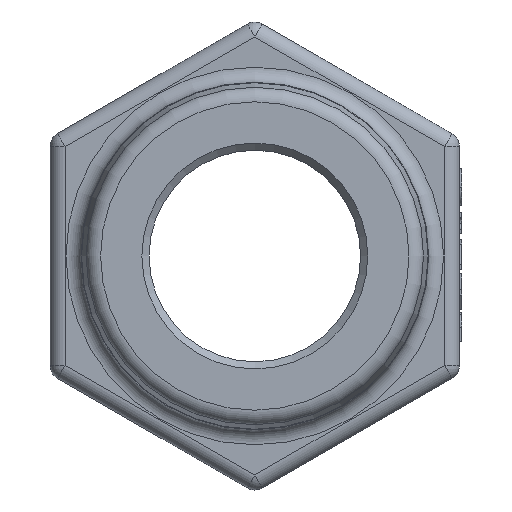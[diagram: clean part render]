
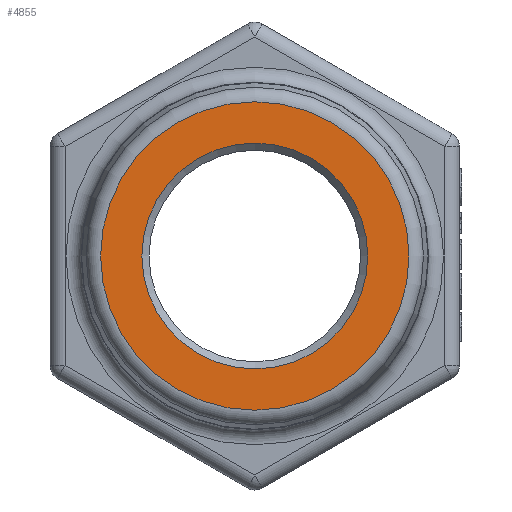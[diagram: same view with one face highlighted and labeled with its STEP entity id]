
A CAD part, left-side view. The second image highlights one B-rep face of the part: STEP entity #4855.
In plain terms, the highlighted planar face has unit normal (-1, 0, 0).
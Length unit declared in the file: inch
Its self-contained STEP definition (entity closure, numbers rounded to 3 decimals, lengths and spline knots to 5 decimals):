
#1080=PLANE($,#5151);
#1343=FACE_BOUND($,#1922,.T.);
#1344=FACE_BOUND($,#1923,.T.);
#1922=EDGE_LOOP($,(#4527));
#1923=EDGE_LOOP($,(#4528));
#2026=CIRCLE($,#5147,0.64155);
#2029=CIRCLE($,#5152,0.47);
#2490=VERTEX_POINT($,#13975);
#2493=VERTEX_POINT($,#13983);
#3178=EDGE_CURVE($,#2490,#2490,#2026,.T.);
#3181=EDGE_CURVE($,#2493,#2493,#2029,.T.);
#4527=ORIENTED_EDGE($,*,*,#3181,.F.);
#4528=ORIENTED_EDGE($,*,*,#3178,.F.);
#4855=ADVANCED_FACE($,(#1343,#1344),#1080,.T.);
#5147=AXIS2_PLACEMENT_3D($,#13976,#6118,#6119);
#5151=AXIS2_PLACEMENT_3D($,#13982,#6126,#6127);
#5152=AXIS2_PLACEMENT_3D($,#13984,#6128,#6129);
#6118=DIRECTION('center_axis',(1.,0.,0.));
#6119=DIRECTION('ref_axis',(0.,-1.,0.));
#6126=DIRECTION('center_axis',(-1.,0.,0.));
#6127=DIRECTION('ref_axis',(0.,0.,1.));
#6128=DIRECTION('center_axis',(-1.,0.,0.));
#6129=DIRECTION('ref_axis',(0.,-1.,0.));
#13975=CARTESIAN_POINT('',(0.,0.64155,0.));
#13976=CARTESIAN_POINT('Origin',(0.,0.,0.));
#13982=CARTESIAN_POINT('Origin',(0.,0.68951,
0.));
#13983=CARTESIAN_POINT('',(0.,0.47,0.));
#13984=CARTESIAN_POINT('Origin',(0.,0.,0.));
